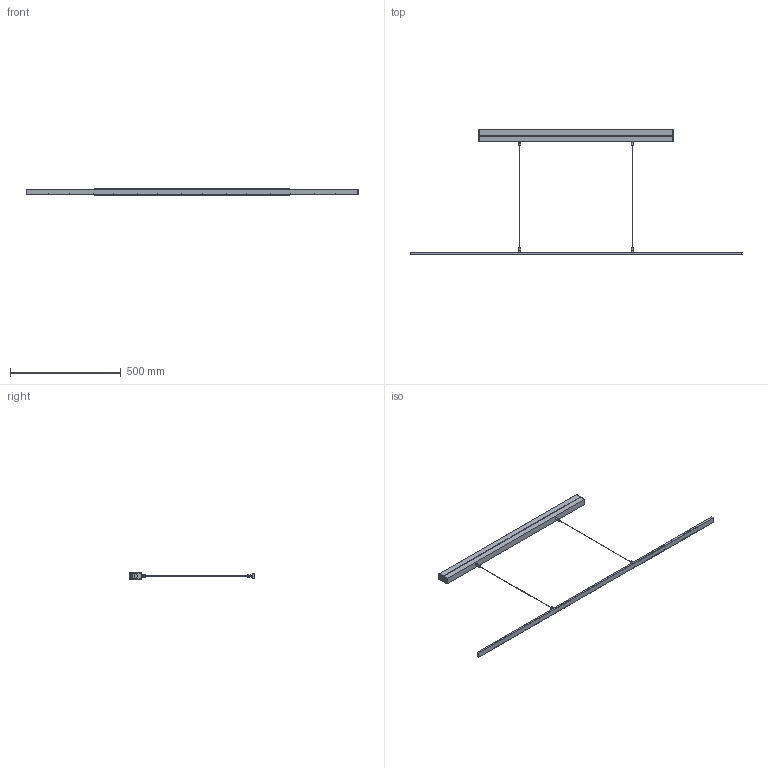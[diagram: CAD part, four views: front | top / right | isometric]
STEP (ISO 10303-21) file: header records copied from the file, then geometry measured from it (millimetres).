
FILE_DESCRIPTION (( 'STEP AP203' ), '1' );
FILE_NAME ('3812475-03.STEP', '2020-02-03T08:44:50', ( '' ), ( '' ), 'SwSTEP 2.0', 'SolidWorks 2018', '' );
FILE_SCHEMA (( 'CONFIG_CONTROL_DESIGN' ));
Length unit declared in the file: millimetre
Products named in the file (1): 3812475-03
Bounding box: 1498.4 x 563.2 x 29 mm (x, y, z)
Volume: 1555950.8 mm3; surface area: 348435 mm2
Topology: 1 solids, 13 shells, 396 faces, 995 edges, 642 vertices
Faces by surface type: plane 213, cylinder 159, bspline 12, torus 4, cone 4, sphere 4
Entity records: 16732 total; most frequent: CARTESIAN_POINT 7232, ORIENTED_EDGE 1974, DIRECTION 1927, EDGE_CURVE 987, AXIS2_PLACEMENT_3D 667, VERTEX_POINT 642, VECTOR 593, LINE 593
